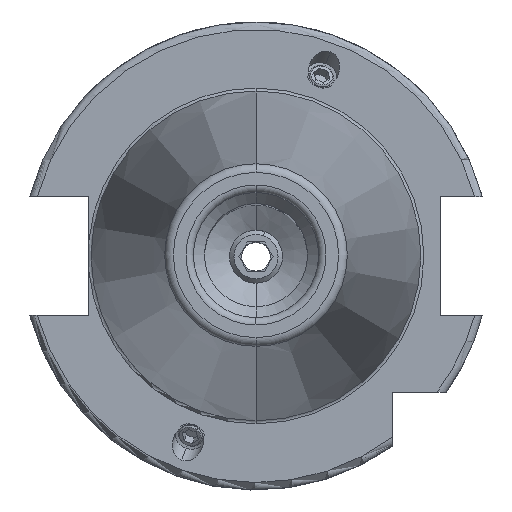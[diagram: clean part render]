
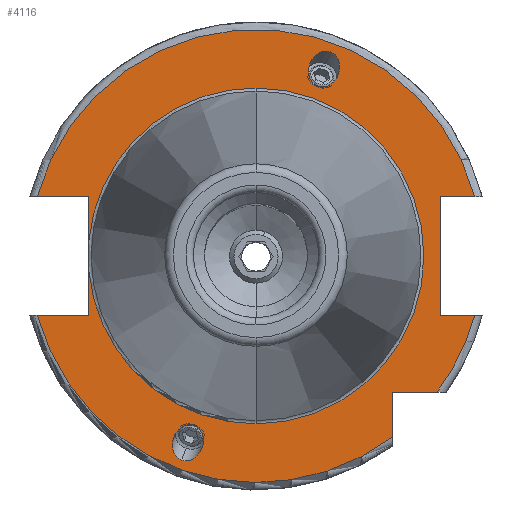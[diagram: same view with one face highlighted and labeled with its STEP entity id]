
A CAD part, top view. The second image highlights one B-rep face of the part: STEP entity #4116.
In plain terms, the highlighted planar face has unit normal (0, 0, 1).
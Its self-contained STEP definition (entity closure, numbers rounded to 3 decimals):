
#958=CARTESIAN_POINT('',(0.,0.,15.9));
#959=DIRECTION('',(0.,0.,1.));
#960=DIRECTION('',(0.965,0.262,0.));
#961=AXIS2_PLACEMENT_3D('',#958,#959,#960);
#1009=CARTESIAN_POINT('',(0.,0.,15.9));
#1010=DIRECTION('',(0.,0.,1.));
#1011=DIRECTION('',(-0.965,-0.262,0.));
#1012=AXIS2_PLACEMENT_3D('',#1009,#1010,#1011);
#1025=DIRECTION('',(1.,0.,0.));
#1026=VECTOR('',#1025,7.004);
#1027=CARTESIAN_POINT('',(-29.704,-8.05,15.9));
#1028=LINE('',#1027,#1026);
#1029=DIRECTION('',(0.,1.,0.));
#1030=VECTOR('',#1029,5.917);
#1031=CARTESIAN_POINT('',(-22.7,-8.05,15.9));
#1032=LINE('',#1031,#1030);
#1033=DIRECTION('',(0.,1.,0.));
#1034=VECTOR('',#1033,5.917);
#1035=CARTESIAN_POINT('',(-22.7,2.133,15.9));
#1036=LINE('',#1035,#1034);
#1037=DIRECTION('',(1.,0.,0.));
#1038=VECTOR('',#1037,7.004);
#1039=CARTESIAN_POINT('',(-29.704,8.05,15.9));
#1040=LINE('',#1039,#1038);
#1041=DIRECTION('',(-1.,0.,0.));
#1042=VECTOR('',#1041,4.704);
#1043=CARTESIAN_POINT('',(29.704,8.05,15.9));
#1044=LINE('',#1043,#1042);
#1045=DIRECTION('',(0.,-1.,0.));
#1046=VECTOR('',#1045,16.1);
#1047=CARTESIAN_POINT('',(25.,8.05,15.9));
#1048=LINE('',#1047,#1046);
#1049=DIRECTION('',(-1.,0.,0.));
#1050=VECTOR('',#1049,4.704);
#1051=CARTESIAN_POINT('',(29.704,-8.05,15.9));
#1052=LINE('',#1051,#1050);
#1053=CARTESIAN_POINT('',(0.,0.,15.9));
#1054=DIRECTION('',(0.,0.,1.));
#1055=DIRECTION('',(0.799,-0.601,0.));
#1056=AXIS2_PLACEMENT_3D('',#1053,#1054,#1055);
#1058=DIRECTION('',(-1.,0.,0.));
#1059=VECTOR('',#1058,6.094);
#1060=CARTESIAN_POINT('',(24.594,-18.5,15.9));
#1061=LINE('',#1060,#1059);
#1062=DIRECTION('',(0.,1.,0.));
#1063=VECTOR('',#1062,6.094);
#1064=CARTESIAN_POINT('',(18.5,-24.594,15.9));
#1065=LINE('',#1064,#1063);
#1066=CARTESIAN_POINT('',(10.09,27.723,15.9));
#1067=CARTESIAN_POINT('',(9.863,27.806,15.9));
#1068=CARTESIAN_POINT('',(9.337,27.884,15.9));
#1069=CARTESIAN_POINT('',(8.455,27.594,15.9));
#1070=CARTESIAN_POINT('',(7.834,27.033,15.9));
#1071=CARTESIAN_POINT('',(7.483,26.49,15.9));
#1072=CARTESIAN_POINT('',(7.298,26.077,15.9));
#1073=CARTESIAN_POINT('',(7.174,25.641,15.9));
#1074=CARTESIAN_POINT('',(7.094,25.,15.9));
#1075=CARTESIAN_POINT('',(7.208,24.17,15.9));
#1076=CARTESIAN_POINT('',(7.698,23.381,15.9));
#1077=CARTESIAN_POINT('',(8.152,23.103,15.9));
#1078=CARTESIAN_POINT('',(8.379,23.02,15.9));
#1080=CARTESIAN_POINT('',(8.379,23.02,15.9));
#1081=CARTESIAN_POINT('',(8.606,22.937,15.9));
#1082=CARTESIAN_POINT('',(9.133,22.859,15.9));
#1083=CARTESIAN_POINT('',(10.014,23.149,15.9));
#1084=CARTESIAN_POINT('',(10.635,23.711,15.9));
#1085=CARTESIAN_POINT('',(10.986,24.253,15.9));
#1086=CARTESIAN_POINT('',(11.171,24.667,15.9));
#1087=CARTESIAN_POINT('',(11.295,25.103,15.9));
#1088=CARTESIAN_POINT('',(11.375,25.744,15.9));
#1089=CARTESIAN_POINT('',(11.261,26.573,15.9));
#1090=CARTESIAN_POINT('',(10.771,27.362,15.9));
#1091=CARTESIAN_POINT('',(10.318,27.641,15.9));
#1092=CARTESIAN_POINT('',(10.09,27.723,15.9));
#1094=CARTESIAN_POINT('',(-10.09,-27.723,15.9));
#1095=CARTESIAN_POINT('',(-10.318,-27.641,15.9));
#1096=CARTESIAN_POINT('',(-10.771,-27.362,15.9));
#1097=CARTESIAN_POINT('',(-11.261,-26.573,15.9));
#1098=CARTESIAN_POINT('',(-11.375,-25.744,15.9));
#1099=CARTESIAN_POINT('',(-11.295,-25.103,15.9));
#1100=CARTESIAN_POINT('',(-11.171,-24.667,15.9));
#1101=CARTESIAN_POINT('',(-10.986,-24.253,15.9));
#1102=CARTESIAN_POINT('',(-10.635,-23.711,15.9));
#1103=CARTESIAN_POINT('',(-10.014,-23.149,15.9));
#1104=CARTESIAN_POINT('',(-9.133,-22.859,15.9));
#1105=CARTESIAN_POINT('',(-8.606,-22.937,15.9));
#1106=CARTESIAN_POINT('',(-8.379,-23.02,15.9));
#1108=CARTESIAN_POINT('',(-8.379,-23.02,15.9));
#1109=CARTESIAN_POINT('',(-8.152,-23.103,15.9));
#1110=CARTESIAN_POINT('',(-7.698,-23.381,15.9));
#1111=CARTESIAN_POINT('',(-7.208,-24.17,15.9));
#1112=CARTESIAN_POINT('',(-7.094,-25.,15.9));
#1113=CARTESIAN_POINT('',(-7.174,-25.641,15.9));
#1114=CARTESIAN_POINT('',(-7.298,-26.077,15.9));
#1115=CARTESIAN_POINT('',(-7.483,-26.49,15.9));
#1116=CARTESIAN_POINT('',(-7.834,-27.033,15.9));
#1117=CARTESIAN_POINT('',(-8.455,-27.594,15.9));
#1118=CARTESIAN_POINT('',(-9.337,-27.884,15.9));
#1119=CARTESIAN_POINT('',(-9.863,-27.806,15.9));
#1120=CARTESIAN_POINT('',(-10.09,-27.723,15.9));
#1132=CARTESIAN_POINT('',(0.,0.,15.9));
#1133=DIRECTION('',(0.,0.,1.));
#1134=DIRECTION('',(0.,1.,0.));
#1135=AXIS2_PLACEMENT_3D('',#1132,#1133,#1134);
#1147=CARTESIAN_POINT('',(0.,0.,15.9));
#1148=DIRECTION('',(0.,0.,1.));
#1149=DIRECTION('',(-0.996,-0.094,0.));
#1150=AXIS2_PLACEMENT_3D('',#1147,#1148,#1149);
#1152=CARTESIAN_POINT('',(0.,0.,15.9));
#1153=DIRECTION('',(0.,0.,-1.));
#1154=DIRECTION('',(0.,1.,0.));
#1155=AXIS2_PLACEMENT_3D('',#1152,#1153,#1154);
#2712=CARTESIAN_POINT('',(0.,22.8,15.9));
#2714=VERTEX_POINT('',#2712);
#2734=CARTESIAN_POINT('',(0.,-22.8,15.9));
#2736=VERTEX_POINT('',#2734);
#2882=CARTESIAN_POINT('',(-29.704,-8.05,15.9));
#2883=CARTESIAN_POINT('',(-22.7,-8.05,15.9));
#2884=VERTEX_POINT('',#2882);
#2885=VERTEX_POINT('',#2883);
#2886=CARTESIAN_POINT('',(-22.7,-2.133,15.9));
#2887=VERTEX_POINT('',#2886);
#2888=CARTESIAN_POINT('',(-22.7,2.133,15.9));
#2889=CARTESIAN_POINT('',(-22.7,8.05,15.9));
#2890=VERTEX_POINT('',#2888);
#2891=VERTEX_POINT('',#2889);
#2892=CARTESIAN_POINT('',(-29.704,8.05,15.9));
#2893=VERTEX_POINT('',#2892);
#2894=CARTESIAN_POINT('',(25.,8.05,15.9));
#2895=CARTESIAN_POINT('',(25.,-8.05,15.9));
#2896=VERTEX_POINT('',#2894);
#2897=VERTEX_POINT('',#2895);
#2898=CARTESIAN_POINT('',(29.704,-8.05,15.9));
#2899=VERTEX_POINT('',#2898);
#2900=CARTESIAN_POINT('',(29.704,8.05,15.9));
#2901=VERTEX_POINT('',#2900);
#2902=CARTESIAN_POINT('',(18.5,-24.594,15.9));
#2903=CARTESIAN_POINT('',(18.5,-18.5,15.9));
#2904=VERTEX_POINT('',#2902);
#2905=VERTEX_POINT('',#2903);
#2906=CARTESIAN_POINT('',(24.594,-18.5,15.9));
#2907=VERTEX_POINT('',#2906);
#3028=VERTEX_POINT('',#1066);
#3029=VERTEX_POINT('',#1078);
#3162=CARTESIAN_POINT('',(-10.09,-27.723,15.9));
#3163=VERTEX_POINT('',#3162);
#3166=CARTESIAN_POINT('',(-8.379,-23.02,15.9));
#3167=VERTEX_POINT('',#3166);
#4077=CARTESIAN_POINT('',(0.,0.,15.9));
#4078=DIRECTION('',(0.,0.,-1.));
#4079=DIRECTION('',(0.,-1.,0.));
#4080=AXIS2_PLACEMENT_3D('',#4077,#4078,#4079);
#4081=PLANE('',#4080);
#4082=ORIENTED_EDGE('',*,*,#3364,.T.);
#4083=ORIENTED_EDGE('',*,*,#3402,.T.);
#4085=ORIENTED_EDGE('',*,*,#4084,.T.);
#4087=ORIENTED_EDGE('',*,*,#4086,.F.);
#4089=ORIENTED_EDGE('',*,*,#4088,.T.);
#4090=ORIENTED_EDGE('',*,*,#3398,.T.);
#4091=ORIENTED_EDGE('',*,*,#3435,.F.);
#4092=ORIENTED_EDGE('',*,*,#4055,.F.);
#4094=ORIENTED_EDGE('',*,*,#4093,.T.);
#4096=ORIENTED_EDGE('',*,*,#4095,.T.);
#4097=ORIENTED_EDGE('',*,*,#3314,.F.);
#4098=ORIENTED_EDGE('',*,*,#4045,.F.);
#4099=ORIENTED_EDGE('',*,*,#3488,.T.);
#4100=ORIENTED_EDGE('',*,*,#3539,.F.);
#4101=ORIENTED_EDGE('',*,*,#4071,.F.);
#4102=EDGE_LOOP('',(#4082,#4083,#4085,#4087,#4089,#4090,#4091,#4092,#4094,#4096,
#4097,#4098,#4099,#4100,#4101));
#4103=FACE_OUTER_BOUND('',#4102,.F.);
#4105=ORIENTED_EDGE('',*,*,#4104,.T.);
#4107=ORIENTED_EDGE('',*,*,#4106,.T.);
#4108=EDGE_LOOP('',(#4105,#4107));
#4109=FACE_BOUND('',#4108,.F.);
#4111=ORIENTED_EDGE('',*,*,#4110,.F.);
#4113=ORIENTED_EDGE('',*,*,#4112,.F.);
#4114=EDGE_LOOP('',(#4111,#4113));
#4115=FACE_BOUND('',#4114,.F.);
#4116=ADVANCED_FACE('',(#4103,#4109,#4115),#4081,.F.);
#962=CIRCLE('',#961,30.775);
#1013=CIRCLE('',#1012,30.775);
#1057=CIRCLE('',#1056,30.775);
#1079=B_SPLINE_CURVE_WITH_KNOTS('',3,(#1066,#1067,#1068,#1069,#1070,#1071,#1072,
#1073,#1074,#1075,#1076,#1077,#1078),.UNSPECIFIED.,.F.,.F.,(4,1,1,1,1,1,1,1,1,1,
4),(0.,0.125,0.25,0.375,0.438,0.5,0.563,0.625,0.75,0.875,
1.),.UNSPECIFIED.);
#1093=B_SPLINE_CURVE_WITH_KNOTS('',3,(#1080,#1081,#1082,#1083,#1084,#1085,#1086,
#1087,#1088,#1089,#1090,#1091,#1092),.UNSPECIFIED.,.F.,.F.,(4,1,1,1,1,1,1,1,1,1,
4),(0.,0.125,0.25,0.375,0.438,0.5,0.563,0.625,0.75,0.875,
1.),.UNSPECIFIED.);
#1107=B_SPLINE_CURVE_WITH_KNOTS('',3,(#1094,#1095,#1096,#1097,#1098,#1099,#1100,
#1101,#1102,#1103,#1104,#1105,#1106),.UNSPECIFIED.,.F.,.F.,(4,1,1,1,1,1,1,1,1,1,
4),(0.,0.125,0.25,0.375,0.438,0.5,0.563,0.625,0.75,0.875,
1.),.UNSPECIFIED.);
#1121=B_SPLINE_CURVE_WITH_KNOTS('',3,(#1108,#1109,#1110,#1111,#1112,#1113,#1114,
#1115,#1116,#1117,#1118,#1119,#1120),.UNSPECIFIED.,.F.,.F.,(4,1,1,1,1,1,1,1,1,1,
4),(0.,0.125,0.25,0.375,0.438,0.5,0.563,0.625,0.75,0.875,
1.),.UNSPECIFIED.);
#1136=CIRCLE('',#1135,22.8);
#1151=CIRCLE('',#1150,22.8);
#1156=CIRCLE('',#1155,22.8);
#3314=EDGE_CURVE('',#2899,#2897,#1052,.T.);
#3364=EDGE_CURVE('',#2884,#2885,#1028,.T.);
#3398=EDGE_CURVE('',#2890,#2891,#1036,.T.);
#3402=EDGE_CURVE('',#2885,#2887,#1032,.T.);
#3435=EDGE_CURVE('',#2893,#2891,#1040,.T.);
#3488=EDGE_CURVE('',#2907,#2905,#1061,.T.);
#3539=EDGE_CURVE('',#2904,#2905,#1065,.T.);
#4045=EDGE_CURVE('',#2907,#2899,#1057,.T.);
#4055=EDGE_CURVE('',#2901,#2893,#962,.T.);
#4071=EDGE_CURVE('',#2884,#2904,#1013,.T.);
#4084=EDGE_CURVE('',#2887,#2736,#1151,.T.);
#4086=EDGE_CURVE('',#2714,#2736,#1156,.T.);
#4088=EDGE_CURVE('',#2714,#2890,#1136,.T.);
#4093=EDGE_CURVE('',#2901,#2896,#1044,.T.);
#4095=EDGE_CURVE('',#2896,#2897,#1048,.T.);
#4104=EDGE_CURVE('',#3028,#3029,#1079,.T.);
#4106=EDGE_CURVE('',#3029,#3028,#1093,.T.);
#4110=EDGE_CURVE('',#3163,#3167,#1107,.T.);
#4112=EDGE_CURVE('',#3167,#3163,#1121,.T.);
